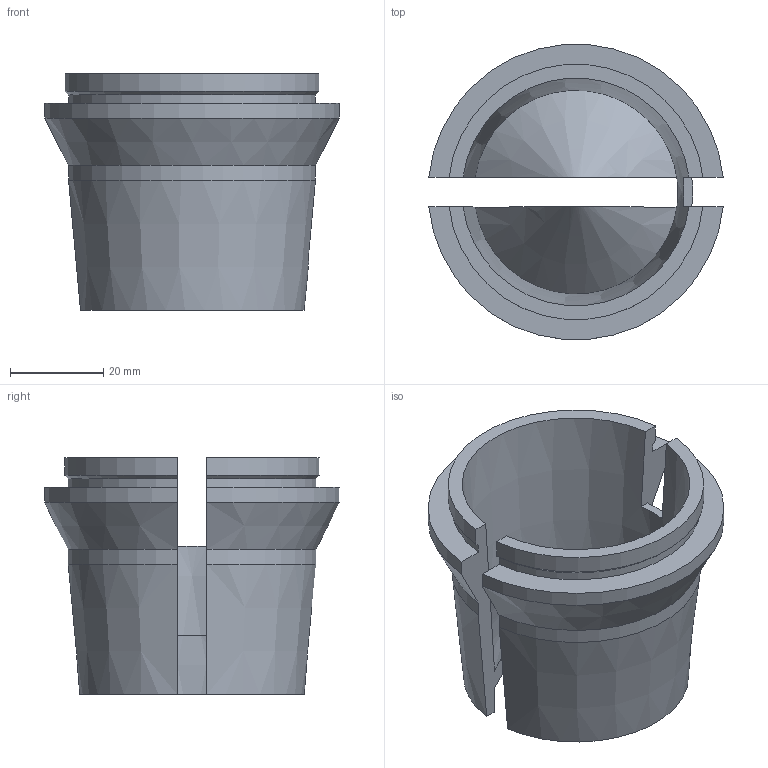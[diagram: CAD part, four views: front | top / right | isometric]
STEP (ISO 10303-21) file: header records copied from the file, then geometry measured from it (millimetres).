
FILE_DESCRIPTION(/* description */ (''),/* implementation_level */ '2;1');
FILE_NAME(/* name */ 'Aerodynamic Net Pot 2-in Riser for Shallow Channel v7.step',/* time_stamp */ '2025-06-13T23:34:08-07:00',/* author */ (''),/* organization */ (''),/* preprocessor_version */ 'ST-DEVELOPER v20.1',/* originating_system */ 'Autodesk Translation Framework v14.4.0.0',/* authorisation */ '');
FILE_SCHEMA (('AUTOMOTIVE_DESIGN { 1 0 10303 214 3 1 1 }'));
Length unit declared in the file: inch
Products named in the file (1): Aerodynamic Net Pot 2-in Riser for Shallow Channel
Bounding box: 63.18 x 63.26 x 50.8 mm (x, y, z)
Volume: 35814.9 mm3; surface area: 20856.3 mm2
Topology: 1 solids, 1 shells, 30 faces, 84 edges, 56 vertices
Faces by surface type: cone 10, plane 10, cylinder 10
Entity records: 991 total; most frequent: CARTESIAN_POINT 211, ORIENTED_EDGE 168, DIRECTION 154, EDGE_CURVE 84, AXIS2_PLACEMENT_3D 59, VERTEX_POINT 56, LINE 36, VECTOR 36
